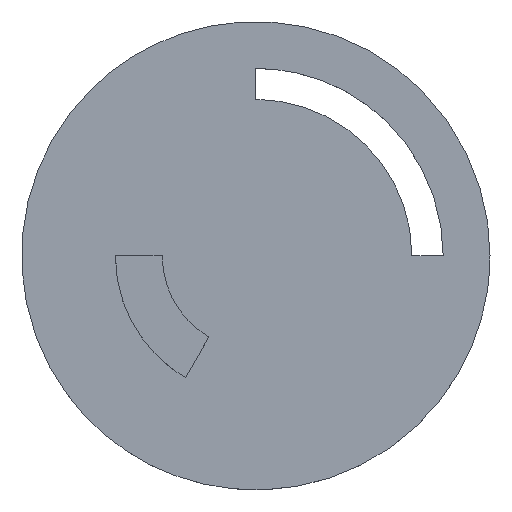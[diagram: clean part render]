
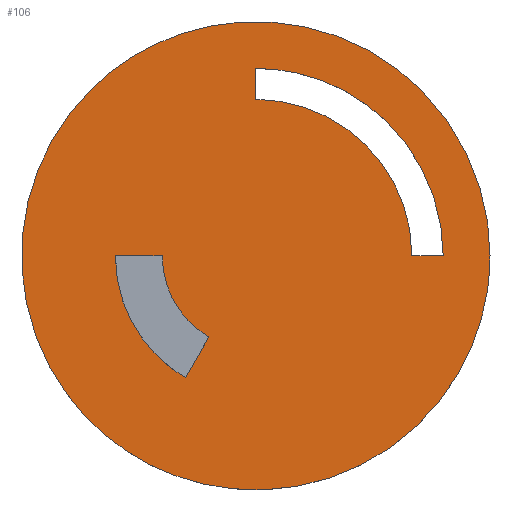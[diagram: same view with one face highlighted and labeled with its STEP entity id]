
A CAD part, top view. The second image highlights one B-rep face of the part: STEP entity #106.
In plain terms, the highlighted free-form (B-spline) face has degree [1, 1] with [2, 2] control points.
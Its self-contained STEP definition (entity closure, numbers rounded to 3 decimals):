
#34 = VERTEX_POINT('',#35);
#35 = CARTESIAN_POINT('',(78.308,0.,10.441));
#40 = EDGE_CURVE('',#34,#34,#41,.T.);
#41 = ( BOUNDED_CURVE() B_SPLINE_CURVE(2,(#42,#43,#44,#45,#46,#47,#48),
.UNSPECIFIED.,.T.,.F.) B_SPLINE_CURVE_WITH_KNOTS((1,2,2,2,2,1),(
    -2.094,0.,2.094,4.189,6.283,
8.378),.UNSPECIFIED.) CURVE() GEOMETRIC_REPRESENTATION_ITEM() 
RATIONAL_B_SPLINE_CURVE((1.,0.5,1.,0.5,1.,0.5,1.)) REPRESENTATION_ITEM(
  '') );
#42 = CARTESIAN_POINT('',(78.308,0.,10.441));
#43 = CARTESIAN_POINT('',(78.308,135.633,10.441)
  );
#44 = CARTESIAN_POINT('',(-39.154,67.816,
    10.441));
#45 = CARTESIAN_POINT('',(-156.615,0.,
    10.441));
#46 = CARTESIAN_POINT('',(-39.154,-67.816,10.441
    ));
#47 = CARTESIAN_POINT('',(78.308,-135.633,10.441
    ));
#48 = CARTESIAN_POINT('',(78.308,0.,10.441));
#106 = ADVANCED_FACE('',(#107,#110,#142),#174,.T.);
#107 = FACE_BOUND('',#108,.T.);
#108 = EDGE_LOOP('',(#109));
#109 = ORIENTED_EDGE('',*,*,#40,.T.);
#110 = FACE_BOUND('',#111,.T.);
#111 = EDGE_LOOP('',(#112,#121,#129,#136));
#112 = ORIENTED_EDGE('',*,*,#113,.F.);
#113 = EDGE_CURVE('',#114,#116,#118,.T.);
#114 = VERTEX_POINT('',#115);
#115 = CARTESIAN_POINT('',(-31.323,0.,
    10.441));
#116 = VERTEX_POINT('',#117);
#117 = CARTESIAN_POINT('',(-46.985,0.,
    10.441));
#118 = B_SPLINE_CURVE_WITH_KNOTS('',1,(#119,#120),.UNSPECIFIED.,.F.,.F.,
  (2,2),(0.,15.),.PIECEWISE_BEZIER_KNOTS.);
#119 = CARTESIAN_POINT('',(-31.323,0.,
    10.441));
#120 = CARTESIAN_POINT('',(-46.985,0.,
    10.441));
#121 = ORIENTED_EDGE('',*,*,#122,.T.);
#122 = EDGE_CURVE('',#114,#123,#125,.T.);
#123 = VERTEX_POINT('',#124);
#124 = CARTESIAN_POINT('',(-15.662,-27.127,
    10.441));
#125 = ( BOUNDED_CURVE() B_SPLINE_CURVE(2,(#126,#127,#128),
.UNSPECIFIED.,.F.,.F.) B_SPLINE_CURVE_WITH_KNOTS((3,3),(3.142,
4.189),.PIECEWISE_BEZIER_KNOTS.) CURVE() 
GEOMETRIC_REPRESENTATION_ITEM() RATIONAL_B_SPLINE_CURVE((1.,
0.866,1.)) REPRESENTATION_ITEM('') );
#126 = CARTESIAN_POINT('',(-31.323,0.,
    10.441));
#127 = CARTESIAN_POINT('',(-31.323,-18.084,
    10.441));
#128 = CARTESIAN_POINT('',(-15.662,-27.127,
    10.441));
#129 = ORIENTED_EDGE('',*,*,#130,.T.);
#130 = EDGE_CURVE('',#123,#131,#133,.T.);
#131 = VERTEX_POINT('',#132);
#132 = CARTESIAN_POINT('',(-23.492,-40.69,
    10.441));
#133 = B_SPLINE_CURVE_WITH_KNOTS('',1,(#134,#135),.UNSPECIFIED.,.F.,.F.,
  (2,2),(0.,15.),.PIECEWISE_BEZIER_KNOTS.);
#134 = CARTESIAN_POINT('',(-15.662,-27.127,
    10.441));
#135 = CARTESIAN_POINT('',(-23.492,-40.69,
    10.441));
#136 = ORIENTED_EDGE('',*,*,#137,.F.);
#137 = EDGE_CURVE('',#116,#131,#138,.T.);
#138 = ( BOUNDED_CURVE() B_SPLINE_CURVE(2,(#139,#140,#141),
.UNSPECIFIED.,.F.,.F.) B_SPLINE_CURVE_WITH_KNOTS((3,3),(3.142,
4.189),.PIECEWISE_BEZIER_KNOTS.) CURVE() 
GEOMETRIC_REPRESENTATION_ITEM() RATIONAL_B_SPLINE_CURVE((1.,
0.866,1.)) REPRESENTATION_ITEM('') );
#139 = CARTESIAN_POINT('',(-46.985,0.,
    10.441));
#140 = CARTESIAN_POINT('',(-46.985,-27.127,
    10.441));
#141 = CARTESIAN_POINT('',(-23.492,-40.69,
    10.441));
#142 = FACE_BOUND('',#143,.T.);
#143 = EDGE_LOOP('',(#144,#154,#161,#169));
#144 = ORIENTED_EDGE('',*,*,#145,.T.);
#145 = EDGE_CURVE('',#146,#148,#150,.T.);
#146 = VERTEX_POINT('',#147);
#147 = CARTESIAN_POINT('',(52.205,0.,10.441));
#148 = VERTEX_POINT('',#149);
#149 = CARTESIAN_POINT('',(0.,52.205,
    10.441));
#150 = ( BOUNDED_CURVE() B_SPLINE_CURVE(2,(#151,#152,#153),
.UNSPECIFIED.,.F.,.F.) B_SPLINE_CURVE_WITH_KNOTS((3,3),(0.,
1.571),.PIECEWISE_BEZIER_KNOTS.) CURVE() 
GEOMETRIC_REPRESENTATION_ITEM() RATIONAL_B_SPLINE_CURVE((1.,
0.707,1.)) REPRESENTATION_ITEM('') );
#151 = CARTESIAN_POINT('',(52.205,0.,10.441));
#152 = CARTESIAN_POINT('',(52.205,52.205,
    10.441));
#153 = CARTESIAN_POINT('',(0.,52.205,
    10.441));
#154 = ORIENTED_EDGE('',*,*,#155,.T.);
#155 = EDGE_CURVE('',#148,#156,#158,.T.);
#156 = VERTEX_POINT('',#157);
#157 = CARTESIAN_POINT('',(0.,62.646,
    10.441));
#158 = B_SPLINE_CURVE_WITH_KNOTS('',1,(#159,#160),.UNSPECIFIED.,.F.,.F.,
  (2,2),(0.,10.),.PIECEWISE_BEZIER_KNOTS.);
#159 = CARTESIAN_POINT('',(0.,52.205,
    10.441));
#160 = CARTESIAN_POINT('',(0.,62.646,
    10.441));
#161 = ORIENTED_EDGE('',*,*,#162,.F.);
#162 = EDGE_CURVE('',#163,#156,#165,.T.);
#163 = VERTEX_POINT('',#164);
#164 = CARTESIAN_POINT('',(62.646,0.,10.441));
#165 = ( BOUNDED_CURVE() B_SPLINE_CURVE(2,(#166,#167,#168),
.UNSPECIFIED.,.F.,.F.) B_SPLINE_CURVE_WITH_KNOTS((3,3),(0.,
1.571),.PIECEWISE_BEZIER_KNOTS.) CURVE() 
GEOMETRIC_REPRESENTATION_ITEM() RATIONAL_B_SPLINE_CURVE((1.,
0.707,1.)) REPRESENTATION_ITEM('') );
#166 = CARTESIAN_POINT('',(62.646,0.,10.441));
#167 = CARTESIAN_POINT('',(62.646,62.646,
    10.441));
#168 = CARTESIAN_POINT('',(0.,62.646,
    10.441));
#169 = ORIENTED_EDGE('',*,*,#170,.F.);
#170 = EDGE_CURVE('',#146,#163,#171,.T.);
#171 = B_SPLINE_CURVE_WITH_KNOTS('',1,(#172,#173),.UNSPECIFIED.,.F.,.F.,
  (2,2),(0.,10.),.PIECEWISE_BEZIER_KNOTS.);
#172 = CARTESIAN_POINT('',(52.205,0.,10.441));
#173 = CARTESIAN_POINT('',(62.646,0.,10.441));
#174 = B_SPLINE_SURFACE_WITH_KNOTS('',1,1,(
    (#175,#176)
    ,(#177,#178
    )),.UNSPECIFIED.,.F.,.F.,.F.,(2,2),(2,2),(-86.097,
    63.903),(-86.097,63.903),
  .PIECEWISE_BEZIER_KNOTS.);
#175 = CARTESIAN_POINT('',(-78.308,-78.308,
    10.441));
#176 = CARTESIAN_POINT('',(-78.308,78.308,
    10.441));
#177 = CARTESIAN_POINT('',(78.308,-78.308,
    10.441));
#178 = CARTESIAN_POINT('',(78.308,78.308,
    10.441));
